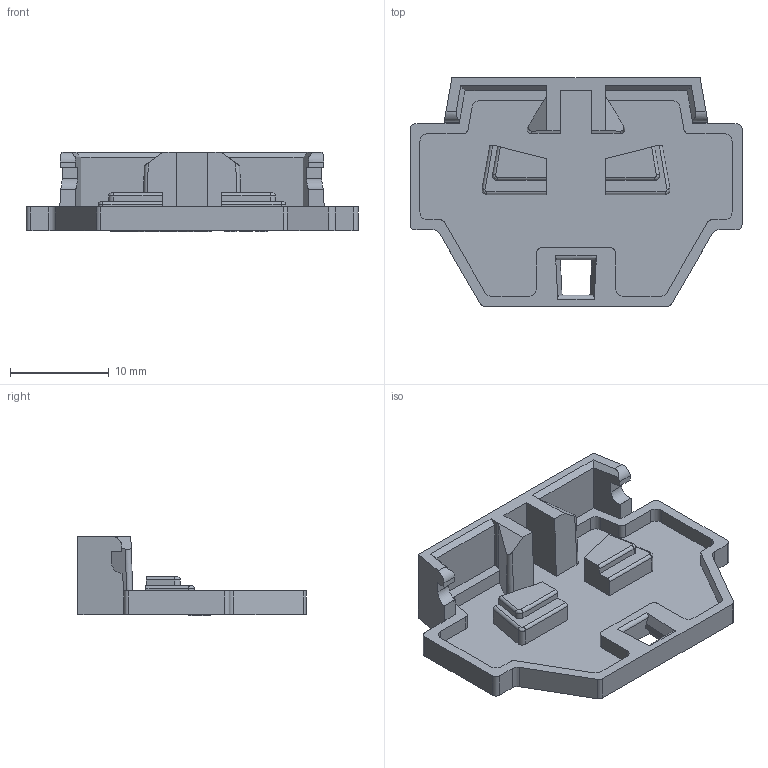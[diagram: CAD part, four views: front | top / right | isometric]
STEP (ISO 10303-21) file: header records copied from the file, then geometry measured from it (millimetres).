
FILE_DESCRIPTION(/* description */ (''),/* implementation_level */ '2;1');
FILE_NAME(/* name */ '242641.stp',/* time_stamp */ '2022-04-13T12:56:21+08:00',/* author */ (''),/* organization */ (''),/* preprocessor_version */ 'ST-DEVELOPER v16.7',/* originating_system */ 'SIEMENS PLM Software NX 12.0',/* authorisation */ '');
FILE_SCHEMA (('AP203_CONFIGURATION_CONTROLLED_3D_DESIGN_OF_MECHANICAL_PARTS_AND_ASSEMBLIES_MIM_LF { 1 0 10303 403 2 1 2}'));
Length unit declared in the file: millimetre
Products named in the file (1): _model1
Bounding box: 33.6 x 23.1 x 8 mm (x, y, z)
Volume: 1322.2 mm3; surface area: 2340.5 mm2
Topology: 1 solids, 1 shells, 270 faces, 764 edges, 506 vertices
Faces by surface type: plane 199, cylinder 46, extrusion 21, bspline 4
Entity records: 10858 total; most frequent: CARTESIAN_POINT 1956, ORIENTED_EDGE 1528, DIRECTION 1273, EDGE_CURVE 764, VECTOR 641, LINE 620, VERTEX_POINT 506, AXIS2_PLACEMENT_3D 316
